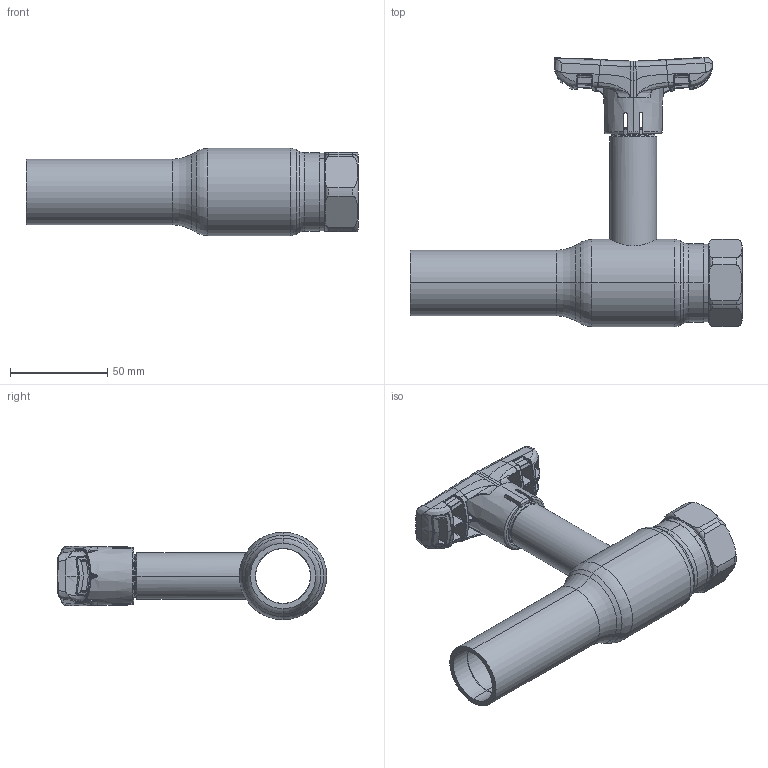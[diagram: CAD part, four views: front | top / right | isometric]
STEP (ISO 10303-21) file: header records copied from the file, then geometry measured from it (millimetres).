
FILE_DESCRIPTION (( 'STEP AP214' ), '1' );
FILE_NAME ('1025003601-2401.step', '2023-09-14T10:16:46', ( '' ), ( '' ), 'SwSTEP 2.0', 'SolidWorks 2021', '' );
FILE_SCHEMA (( 'AUTOMOTIVE_DESIGN' ));
Length unit declared in the file: millimetre
Products named in the file (1): 1025003601-2401
Bounding box: 171 x 138.77 x 45 mm (x, y, z)
Surface area: 49516.2 mm2 (no closed solid volume)
Topology: 0 solids, 7 shells, 576 faces, 1785 edges, 1137 vertices
Faces by surface type: bspline 434, plane 47, cylinder 43, torus 28, cone 18, sphere 6
Entity records: 52496 total; most frequent: CARTESIAN_POINT 34606, ORIENTED_EDGE 2989, EDGE_CURVE 1773, B_SPLINE_CURVE_WITH_KNOTS 1249, DIRECTION 1173, VERTEX_POINT 1134, EDGE_LOOP 582, UNCERTAINTY_MEASURE_WITH_UNIT 575
